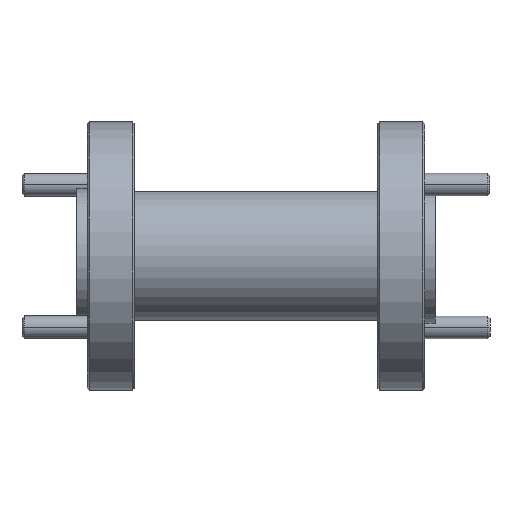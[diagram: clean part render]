
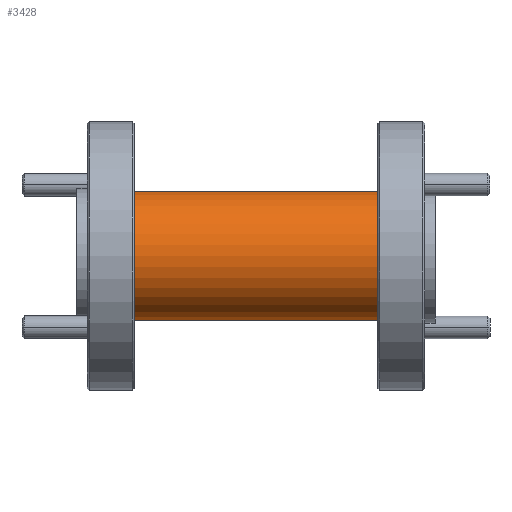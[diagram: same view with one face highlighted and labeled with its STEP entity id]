
A CAD part, top view. The second image highlights one B-rep face of the part: STEP entity #3428.
In plain terms, the highlighted cylindrical face has radius 4.572 mm (diameter 9.144 mm), a partial arc.
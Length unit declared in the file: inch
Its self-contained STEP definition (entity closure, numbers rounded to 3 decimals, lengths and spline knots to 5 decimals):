
#105 = EDGE_CURVE ( 'NONE', #2131, #1267, #1717, .T. ) ;
#183 = ORIENTED_EDGE ( 'NONE', *, *, #816, .F. ) ;
#216 = DIRECTION ( 'NONE',  ( 1., 0., 0. ) ) ;
#250 = ORIENTED_EDGE ( 'NONE', *, *, #289, .T. ) ;
#289 = EDGE_CURVE ( 'NONE', #769, #1242, #2564, .T. ) ;
#337 = CARTESIAN_POINT ( 'NONE',  ( -0.34, 0.18, 0. ) ) ;
#457 = AXIS2_PLACEMENT_3D ( 'NONE', #4122, #3081, #3137 ) ;
#464 = AXIS2_PLACEMENT_3D ( 'NONE', #3218, #216, #602 ) ;
#602 = DIRECTION ( 'NONE',  ( 0., 1., 0. ) ) ;
#729 = ORIENTED_EDGE ( 'NONE', *, *, #1699, .T. ) ;
#769 = VERTEX_POINT ( 'NONE', #337 ) ;
#816 = EDGE_CURVE ( 'NONE', #769, #2131, #1824, .T. ) ;
#1242 = VERTEX_POINT ( 'NONE', #3886 ) ;
#1267 = VERTEX_POINT ( 'NONE', #4216 ) ;
#1278 = CARTESIAN_POINT ( 'NONE',  ( 0.34, 0.18, 0. ) ) ;
#1699 = EDGE_CURVE ( 'NONE', #1242, #1267, #2265, .T. ) ;
#1717 = CIRCLE ( 'NONE', #3637, 0.18 ) ;
#1824 = LINE ( 'NONE', #4771, #4489 ) ;
#2131 = VERTEX_POINT ( 'NONE', #1278 ) ;
#2234 = CARTESIAN_POINT ( 'NONE',  ( 0.34, 0., 0. ) ) ;
#2265 = LINE ( 'NONE', #2429, #4544 ) ;
#2429 = CARTESIAN_POINT ( 'NONE',  ( 0.5, -0.18, 0. ) ) ;
#2557 = DIRECTION ( 'NONE',  ( 1., 0., 0. ) ) ;
#2564 = CIRCLE ( 'NONE', #464, 0.18 ) ;
#2862 = ORIENTED_EDGE ( 'NONE', *, *, #105, .F. ) ;
#3081 = DIRECTION ( 'NONE',  ( 1., 0., 0. ) ) ;
#3137 = DIRECTION ( 'NONE',  ( 0., 1., 0. ) ) ;
#3167 = DIRECTION ( 'NONE',  ( 1., 0., 0. ) ) ;
#3218 = CARTESIAN_POINT ( 'NONE',  ( -0.34, 0., 0. ) ) ;
#3296 = CYLINDRICAL_SURFACE ( 'NONE', #457, 0.18 ) ;
#3428 = ADVANCED_FACE ( 'NONE', ( #4185 ), #3296, .T. ) ;
#3637 = AXIS2_PLACEMENT_3D ( 'NONE', #2234, #4513, #4822 ) ;
#3886 = CARTESIAN_POINT ( 'NONE',  ( -0.34, -0.18, 0. ) ) ;
#4122 = CARTESIAN_POINT ( 'NONE',  ( 0.5, 0., 0. ) ) ;
#4181 = EDGE_LOOP ( 'NONE', ( #250, #729, #2862, #183 ) ) ;
#4185 = FACE_OUTER_BOUND ( 'NONE', #4181, .T. ) ;
#4216 = CARTESIAN_POINT ( 'NONE',  ( 0.34, -0.18, 0. ) ) ;
#4489 = VECTOR ( 'NONE', #2557, 39.37008 ) ;
#4513 = DIRECTION ( 'NONE',  ( 1., 0., 0. ) ) ;
#4544 = VECTOR ( 'NONE', #3167, 39.37008 ) ;
#4771 = CARTESIAN_POINT ( 'NONE',  ( 0.5, 0.18, 0. ) ) ;
#4822 = DIRECTION ( 'NONE',  ( 0., 1., 0. ) ) ;
